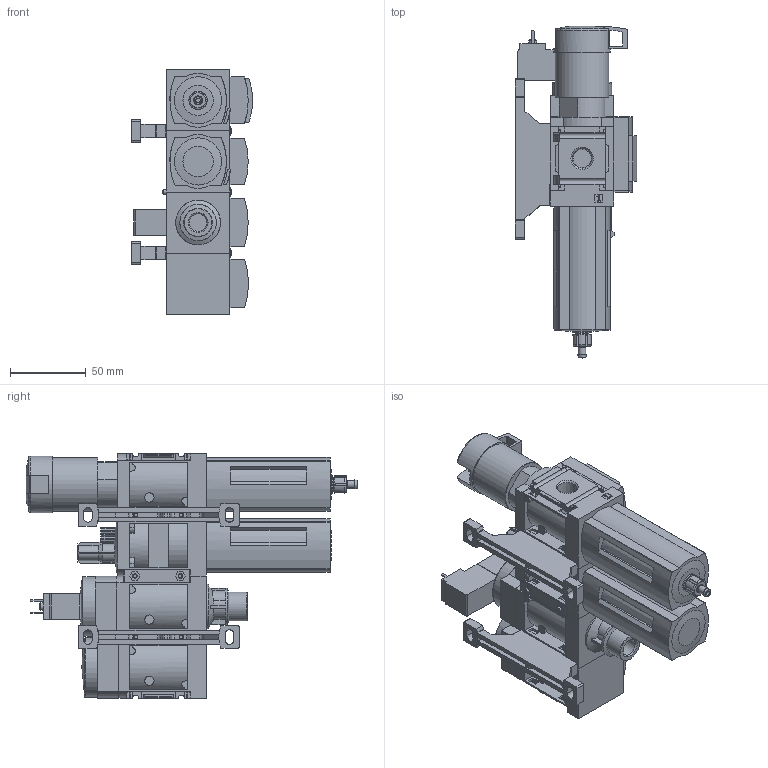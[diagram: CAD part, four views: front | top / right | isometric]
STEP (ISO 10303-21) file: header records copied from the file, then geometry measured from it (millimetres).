
FILE_DESCRIPTION(/* description */ ('STEP AP214'),/* implementation_level */ '2;1');
FILE_NAME(/* name */ '541440_MSB4N-1_4_J3M1D1A1-WP',/* time_stamp */ '2024-09-11T17:52:50+02:00',/* author */ ('License CC BY-ND 4.0'),/* organization */ ('CADENAS'),/* preprocessor_version */ 'ST-DEVELOPER v19.3',/* originating_system */ 'PARTsolutions',/* authorisation */ ' ');
FILE_SCHEMA (('AUTOMOTIVE_DESIGN {1 0 10303 214 3 1 1}'));
Length unit declared in the file: millimetre
Products named in the file (9): 541440 MSB4N-1/4:J3M1D1A1-WP; 527694 MS4N-LFR-1/4-D7-C-R-M-AS-1D; 526489 MS4-LFR-M; 527702 MS4N-LOE-1/4-R-1D; 8140202 MS4-WP1---(00wp); 8092760 MS4-MV-B---(42.7_high_m); 527710 MS4N-EE-1/4-V24-1D; 8116179 MS4-MV-B---(0_high_m); 527712 MS4N-DL-1/4-BAR-1D
Assembly tree (11 placements, depth 2):
  541440 MSB4N-1/4:J3M1D1A1-WP
    527694 MS4N-LFR-1/4-D7-C-R-M-AS-1D
    526489 MS4-LFR-M
    527702 MS4N-LOE-1/4-R-1D
    8140202 MS4-WP1---(00wp)  x2
    8092760 MS4-MV-B---(42.7_high_m)  x3
    527710 MS4N-EE-1/4-V24-1D
    8116179 MS4-MV-B---(0_high_m)
    527712 MS4N-DL-1/4-BAR-1D
Bounding box: 80 x 218.5 x 160.8 mm (x, y, z)
Volume: 766120 mm3; surface area: 142750.9 mm2
Topology: 11 solids, 11 shells, 1761 faces, 4865 edges, 3192 vertices
Faces by surface type: plane 1194, cylinder 445, cone 89, torus 26, sphere 7
Full cylindrical faces by diameter (mm): 2.013 x1, 2.459 x6, 2.5 x1, 2.55 x6, 3 x7, 3.2 x1, 3.5 x2, 3.8 x1, 4 x1, 5 x3, 5.5 x2, 5.6 x6, 5.8 x2, 6.1 x9, 11.445 x1, 12 x2, 18.85 x1, 24 x1, 29.4 x1, 35.2 x1, 37.2 x1, 39 x2
Entity records: 57718 total; most frequent: CARTESIAN_POINT 9107, ORIENTED_EDGE 8164, DIRECTION 7857, EDGE_CURVE 4082, LINE 2955, VECTOR 2955, VERTEX_POINT 2734, AXIS2_PLACEMENT_3D 2451
